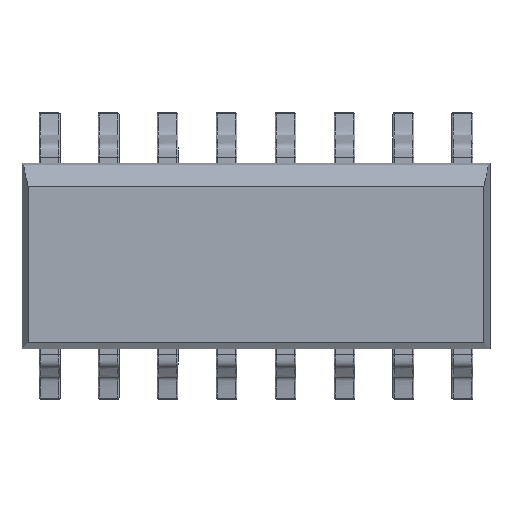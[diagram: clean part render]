
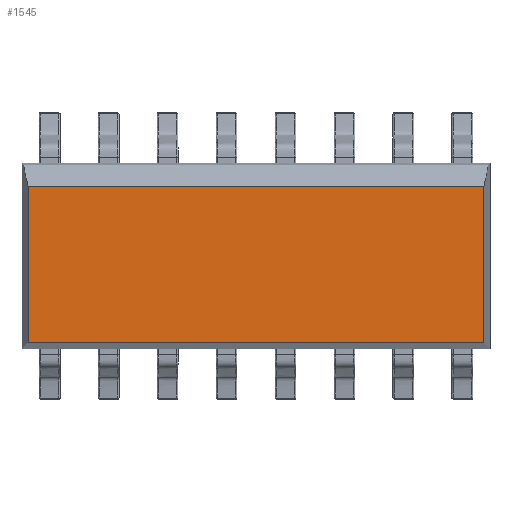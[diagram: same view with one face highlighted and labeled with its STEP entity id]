
A CAD part, top view. The second image highlights one B-rep face of the part: STEP entity #1545.
In plain terms, the highlighted planar face has unit normal (0, 0, 1).
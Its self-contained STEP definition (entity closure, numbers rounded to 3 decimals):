
#1545=ADVANCED_FACE('',(#2202),#18178,.T.);
#2202=FACE_OUTER_BOUND('',#2859,.T.);
#2859=EDGE_LOOP('',(#3531,#3532,#3533,#3534));
#3531=ORIENTED_EDGE('',*,*,#12867,.T.);
#3532=ORIENTED_EDGE('',*,*,#12868,.T.);
#3533=ORIENTED_EDGE('',*,*,#12856,.F.);
#3534=ORIENTED_EDGE('',*,*,#12869,.T.);
#6186=PCURVE('',#18175,#8854);
#6199=PCURVE('',#18178,#8867);
#6200=PCURVE('',#18178,#8868);
#6201=PCURVE('',#18178,#8869);
#6202=PCURVE('',#18178,#8870);
#6206=PCURVE('',#18179,#8874);
#6232=PCURVE('',#18186,#8900);
#6239=PCURVE('',#18187,#8907);
#8854=DEFINITIONAL_REPRESENTATION('',(#14191),#47991);
#8867=DEFINITIONAL_REPRESENTATION('',(#14215),#47991);
#8868=DEFINITIONAL_REPRESENTATION('',(#14217),#47991);
#8869=DEFINITIONAL_REPRESENTATION('',(#14218),#47991);
#8870=DEFINITIONAL_REPRESENTATION('',(#14220),#47991);
#8874=DEFINITIONAL_REPRESENTATION('',(#14226),#47991);
#8900=DEFINITIONAL_REPRESENTATION('',(#14265),#47991);
#8907=DEFINITIONAL_REPRESENTATION('',(#14273),#47991);
#11522=SURFACE_CURVE('',#14190,(#6186,#6201),.PCURVE_S1.);
#11533=SURFACE_CURVE('',#14214,(#6199,#6239),.PCURVE_S1.);
#11534=SURFACE_CURVE('',#14216,(#6200,#6206),.PCURVE_S1.);
#11535=SURFACE_CURVE('',#14219,(#6202,#6232),.PCURVE_S1.);
#12856=EDGE_CURVE('',#17459,#17460,#11522,.T.);
#12867=EDGE_CURVE('',#17468,#17469,#11533,.T.);
#12868=EDGE_CURVE('',#17469,#17460,#11534,.T.);
#12869=EDGE_CURVE('',#17459,#17468,#11535,.T.);
#14190=B_SPLINE_CURVE_WITH_KNOTS('',1,(#18393,#18394),.UNSPECIFIED.,.F.,
 .F.,(2,2),(-6.4,-3.032),.UNSPECIFIED.);
#14191=B_SPLINE_CURVE_WITH_KNOTS('',1,(#18395,#18396),.UNSPECIFIED.,.F.,
 .F.,(2,2),(-6.4,-3.032),.UNSPECIFIED.);
#14214=B_SPLINE_CURVE_WITH_KNOTS('',1,(#18461,#18462),.UNSPECIFIED.,.F.,
 .F.,(2,2),(-11.875,-8.507),.UNSPECIFIED.);
#14215=B_SPLINE_CURVE_WITH_KNOTS('',1,(#18463,#18464),.UNSPECIFIED.,.F.,
 .F.,(2,2),(-11.875,-8.507),.UNSPECIFIED.);
#14216=B_SPLINE_CURVE_WITH_KNOTS('',1,(#18465,#18466),.UNSPECIFIED.,.F.,
 .F.,(2,2),(4.232,14.048),.UNSPECIFIED.);
#14217=B_SPLINE_CURVE_WITH_KNOTS('',1,(#18467,#18468),.UNSPECIFIED.,.F.,
 .F.,(2,2),(4.232,14.048),.UNSPECIFIED.);
#14218=B_SPLINE_CURVE_WITH_KNOTS('',1,(#18469,#18470),.UNSPECIFIED.,.F.,
 .F.,(2,2),(-6.4,-3.032),.UNSPECIFIED.);
#14219=B_SPLINE_CURVE_WITH_KNOTS('',1,(#18471,#18472),.UNSPECIFIED.,.F.,
 .F.,(2,2),(-14.048,-4.232),.UNSPECIFIED.);
#14220=B_SPLINE_CURVE_WITH_KNOTS('',1,(#18473,#18474),.UNSPECIFIED.,.F.,
 .F.,(2,2),(-14.048,-4.232),.UNSPECIFIED.);
#14226=B_SPLINE_CURVE_WITH_KNOTS('',1,(#18491,#18492),.UNSPECIFIED.,.F.,
 .F.,(2,2),(4.232,14.048),.UNSPECIFIED.);
#14265=B_SPLINE_CURVE_WITH_KNOTS('',1,(#18593,#18594),.UNSPECIFIED.,.F.,
 .F.,(2,2),(-14.048,-4.232),.UNSPECIFIED.);
#14273=B_SPLINE_CURVE_WITH_KNOTS('',1,(#18617,#18618),.UNSPECIFIED.,.F.,
 .F.,(2,2),(-11.875,-8.507),.UNSPECIFIED.);
#17459=VERTEX_POINT('',#18375);
#17460=VERTEX_POINT('',#18376);
#17468=VERTEX_POINT('',#18384);
#17469=VERTEX_POINT('',#18385);
#18175=PLANE('',#18248);
#18178=PLANE('',#18251);
#18179=PLANE('',#18252);
#18186=PLANE('',#18259);
#18187=PLANE('',#18260);
#18248=AXIS2_PLACEMENT_3D('',#18360,#18304,$);
#18251=AXIS2_PLACEMENT_3D('',#18363,#18307,$);
#18252=AXIS2_PLACEMENT_3D('',#18364,#18308,$);
#18259=AXIS2_PLACEMENT_3D('',#18371,#18315,$);
#18260=AXIS2_PLACEMENT_3D('',#18372,#18316,$);
#18304=DIRECTION('',(0.985,0.,0.174));
#18307=DIRECTION('',(0.,0.,1.));
#18308=DIRECTION('',(0.,-0.985,0.174));
#18315=DIRECTION('',(0.,0.739,0.674));
#18316=DIRECTION('',(-0.985,0.,0.174));
#18360=CARTESIAN_POINT('',(4.693,-4.9,3.22));
#18363=CARTESIAN_POINT('',(-9.14,1.5,2.));
#18364=CARTESIAN_POINT('',(-9.14,-1.868,2.));
#18371=CARTESIAN_POINT('',(-9.14,1.956,1.5));
#18372=CARTESIAN_POINT('',(-4.693,-10.375,3.22));
#18375=CARTESIAN_POINT('',(4.908,1.5,2.));
#18376=CARTESIAN_POINT('',(4.908,-1.868,2.));
#18384=CARTESIAN_POINT('',(-4.908,1.5,2.));
#18385=CARTESIAN_POINT('',(-4.908,-1.868,2.));
#18393=CARTESIAN_POINT('',(4.908,1.5,2.));
#18394=CARTESIAN_POINT('',(4.908,-1.868,2.));
#18395=CARTESIAN_POINT('',(-1.012,6.4));
#18396=CARTESIAN_POINT('',(-1.012,3.032));
#18461=CARTESIAN_POINT('',(-4.908,1.5,2.));
#18462=CARTESIAN_POINT('',(-4.908,-1.868,2.));
#18463=CARTESIAN_POINT('',(-10.818,4.232));
#18464=CARTESIAN_POINT('',(-7.451,4.232));
#18465=CARTESIAN_POINT('',(-4.908,-1.868,2.));
#18466=CARTESIAN_POINT('',(4.908,-1.868,2.));
#18467=CARTESIAN_POINT('',(-7.451,4.232));
#18468=CARTESIAN_POINT('',(-7.451,14.048));
#18469=CARTESIAN_POINT('',(-10.818,14.048));
#18470=CARTESIAN_POINT('',(-7.451,14.048));
#18471=CARTESIAN_POINT('',(4.908,1.5,2.));
#18472=CARTESIAN_POINT('',(-4.908,1.5,2.));
#18473=CARTESIAN_POINT('',(-10.818,14.048));
#18474=CARTESIAN_POINT('',(-10.818,4.232));
#18491=CARTESIAN_POINT('',(-7.451,4.232));
#18492=CARTESIAN_POINT('',(-7.451,14.048));
#18593=CARTESIAN_POINT('',(0.,14.048));
#18594=CARTESIAN_POINT('',(0.,4.232));
#18617=CARTESIAN_POINT('',(11.875,-1.012));
#18618=CARTESIAN_POINT('',(8.507,-1.012));
#47991=(
GEOMETRIC_REPRESENTATION_CONTEXT(2)
PARAMETRIC_REPRESENTATION_CONTEXT()
REPRESENTATION_CONTEXT('pspace','')
);
